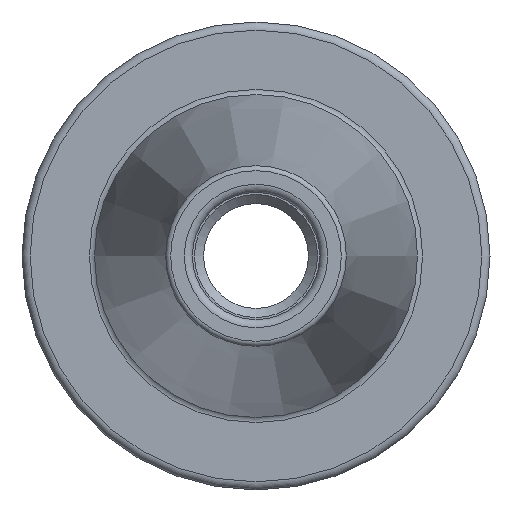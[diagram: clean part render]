
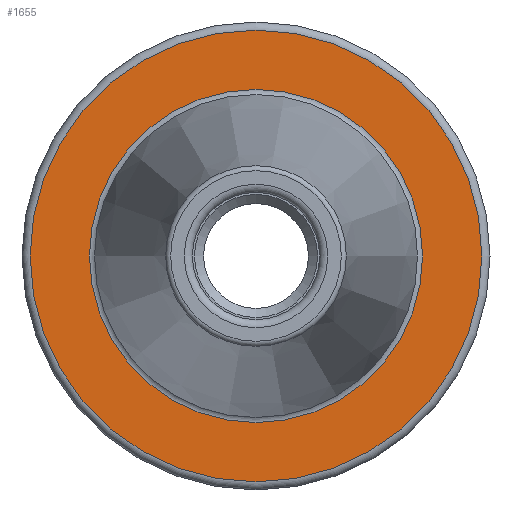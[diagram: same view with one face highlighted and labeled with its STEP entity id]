
A CAD part, left-side view. The second image highlights one B-rep face of the part: STEP entity #1655.
In plain terms, the highlighted planar face has unit normal (-1, 0, 0).
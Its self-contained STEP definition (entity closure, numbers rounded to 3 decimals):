
#56=FACE_BOUND('',#375,.T.);
#135=CIRCLE('',#1854,22.2);
#137=CIRCLE('',#1857,16.375);
#270=FACE_OUTER_BOUND('',#374,.T.);
#374=EDGE_LOOP('',(#1200));
#375=EDGE_LOOP('',(#1201));
#697=VERTEX_POINT('',#2754);
#698=VERTEX_POINT('',#2759);
#886=EDGE_CURVE('',#697,#697,#135,.T.);
#888=EDGE_CURVE('',#698,#698,#137,.T.);
#1200=ORIENTED_EDGE('',*,*,#886,.F.);
#1201=ORIENTED_EDGE('',*,*,#888,.T.);
#1601=PLANE('',#1856);
#1655=ADVANCED_FACE('',(#270,#56),#1601,.T.);
#1854=AXIS2_PLACEMENT_3D('',#2756,#2156,#2157);
#1856=AXIS2_PLACEMENT_3D('',#2758,#2160,#2161);
#1857=AXIS2_PLACEMENT_3D('',#2760,#2162,#2163);
#2156=DIRECTION('center_axis',(1.,0.,0.));
#2157=DIRECTION('ref_axis',(0.,0.,-1.));
#2160=DIRECTION('center_axis',(-1.,0.,0.));
#2161=DIRECTION('ref_axis',(0.,0.,1.));
#2162=DIRECTION('center_axis',(1.,0.,0.));
#2163=DIRECTION('ref_axis',(0.,0.,-1.));
#2754=CARTESIAN_POINT('',(2.,0.,22.2));
#2756=CARTESIAN_POINT('Origin',(2.,0.,0.));
#2758=CARTESIAN_POINT('Origin',(2.,22.2,0.));
#2759=CARTESIAN_POINT('',(2.,0.,16.375));
#2760=CARTESIAN_POINT('Origin',(2.,0.,0.));
